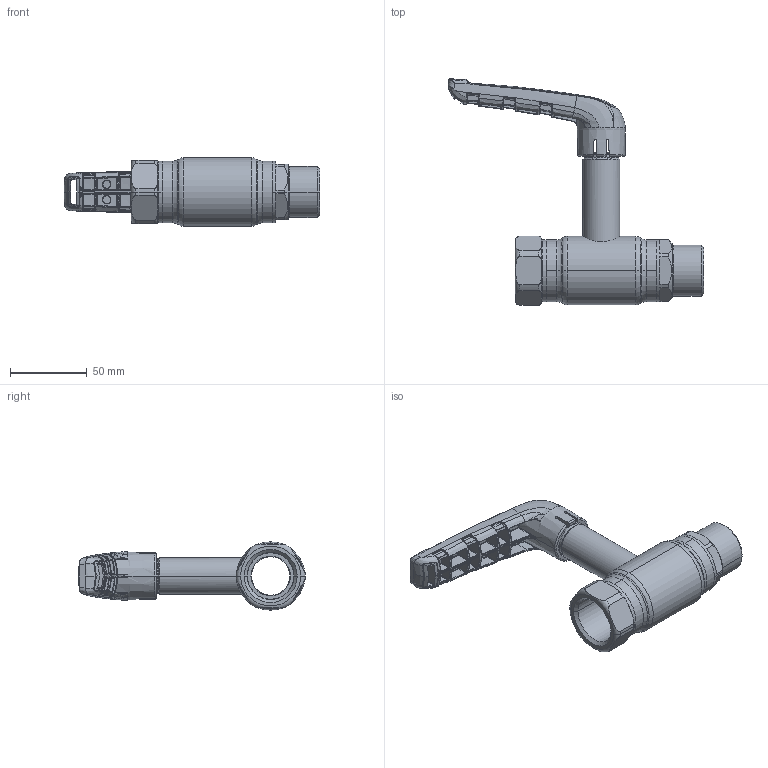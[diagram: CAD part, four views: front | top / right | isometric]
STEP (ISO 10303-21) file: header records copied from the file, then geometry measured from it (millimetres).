
FILE_DESCRIPTION (( 'STEP AP214' ), '1' );
FILE_NAME ('2025002401-xxxx.step', '2019-05-10T11:11:01', ( '' ), ( '' ), 'SwSTEP 2.0', 'SolidWorks 2017', '' );
FILE_SCHEMA (( 'AUTOMOTIVE_DESIGN' ));
Length unit declared in the file: millimetre
Products named in the file (1): 2025002401-xxxx
Bounding box: 166.07 x 147.31 x 44.5 mm (x, y, z)
Surface area: 44459.1 mm2 (no closed solid volume)
Topology: 0 solids, 8 shells, 759 faces, 2336 edges, 1498 vertices
Faces by surface type: bspline 580, plane 73, cylinder 43, torus 30, cone 25, sphere 8
Entity records: 57487 total; most frequent: CARTESIAN_POINT 33770, ORIENTED_EDGE 3942, EDGE_CURVE 2332, DIRECTION 1656, B_SPLINE_CURVE_WITH_KNOTS 1596, VERTEX_POINT 1498, EDGE_LOOP 779, UNCERTAINTY_MEASURE_WITH_UNIT 761
